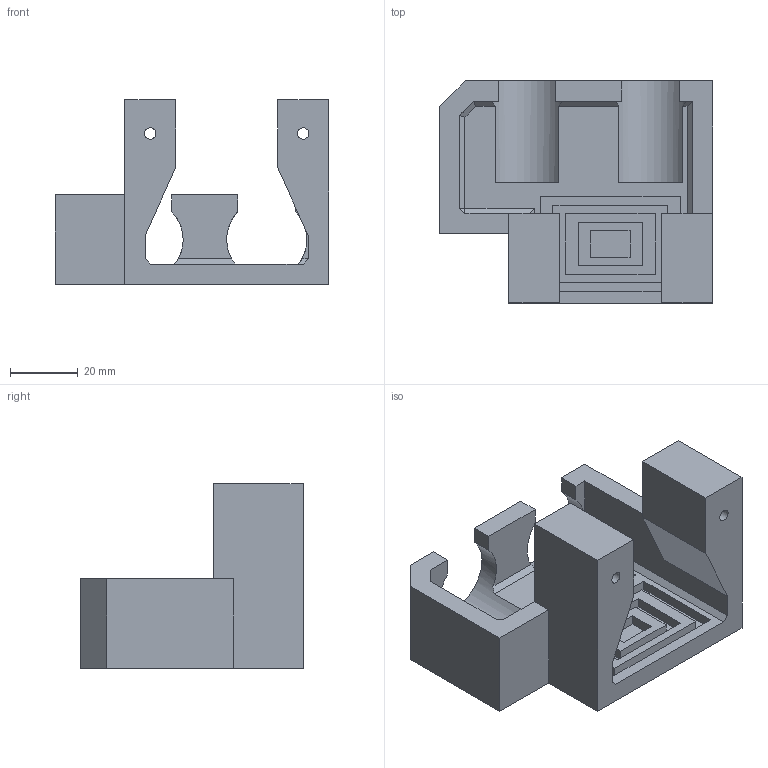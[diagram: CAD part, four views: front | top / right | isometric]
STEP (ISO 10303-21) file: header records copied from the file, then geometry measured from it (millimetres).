
FILE_DESCRIPTION(('FreeCAD Model'),'2;1');
FILE_NAME('Open CASCADE Shape Model','2024-08-09T00:38:59',(''),(''), 'Open CASCADE STEP processor 7.7','Ondsel','Unknown');
FILE_SCHEMA(('AUTOMOTIVE_DESIGN { 1 0 10303 214 1 1 1 1 }'));
Length unit declared in the file: millimetre
Products named in the file (1): Left-Body
Bounding box: 80.4 x 65.4 x 54.4 mm (x, y, z)
Volume: 65942.7 mm3; surface area: 27427.1 mm2
Topology: 1 solids, 1 shells, 100 faces, 242 edges, 159 vertices
Faces by surface type: plane 80, cylinder 16, torus 4
Full cylindrical faces by diameter (mm): 3.4 x2, 4.4 x8, 6.1 x2
Entity records: 3037 total; most frequent: CARTESIAN_POINT 619, DIRECTION 486, ORIENTED_EDGE 484, EDGE_CURVE 242, LINE 188, VECTOR 188, VERTEX_POINT 159, AXIS2_PLACEMENT_3D 149
